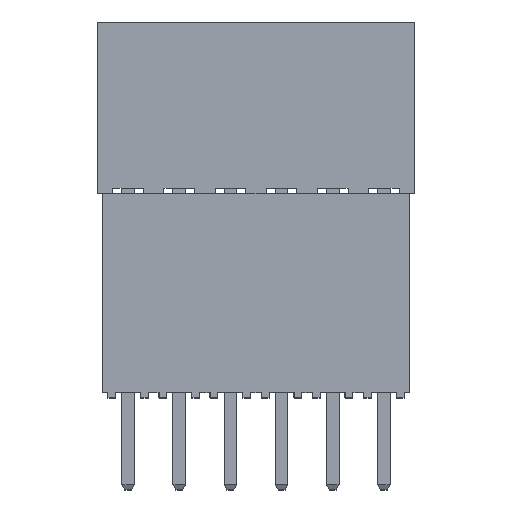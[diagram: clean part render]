
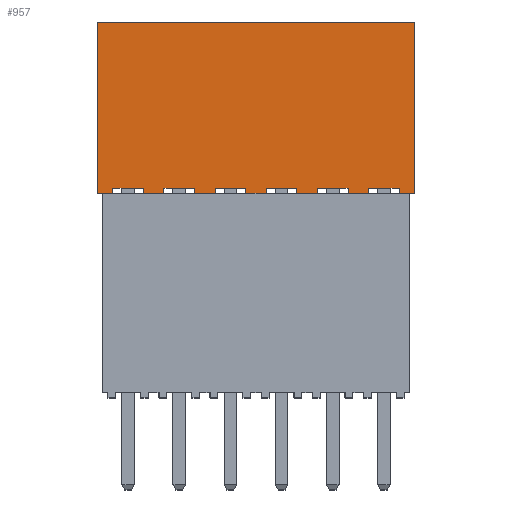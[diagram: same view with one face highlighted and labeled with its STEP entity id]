
A CAD part, top view. The second image highlights one B-rep face of the part: STEP entity #957.
In plain terms, the highlighted planar face has unit normal (0, 0, 1).
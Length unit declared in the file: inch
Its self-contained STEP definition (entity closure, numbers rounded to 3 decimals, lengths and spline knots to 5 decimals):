
#957=ADVANCED_FACE( '', ( #1824 ), #1825, .F. );
#1127=DIRECTION( '', ( 1., 0., 0. ) );
#1824=FACE_OUTER_BOUND( '', #2781, .T. );
#1825=PLANE( '', #2782 );
#2781=EDGE_LOOP( '', ( #5230, #5231, #5232, #5233, #5234, #5235, #5236, #5237, #5238, #5239, #5240, #5241, #5242, #5243, #5244, #5245, #5246, #5247, #5248, #5249, #5250, #5251, #5252, #5253, #5254, #5255, #5256, #5257 ) );
#2782=AXIS2_PLACEMENT_3D( '', #5258, #3063, #3064 );
#3063=DIRECTION( '', ( 0., 0., -1. ) );
#3064=DIRECTION( '', ( -1., 0., 0. ) );
#3080=CARTESIAN_POINT( '', ( 0.62, 0.335, 0.0975 ) );
#3333=CARTESIAN_POINT( '', ( 0.13, 0.01, 0.0975 ) );
#3393=DIRECTION( '', ( 0., 1., 0. ) );
#3480=CARTESIAN_POINT( '', ( 0.19, 0., 0.0975 ) );
#3495=CARTESIAN_POINT( '', ( 0.09, 0., 0.0975 ) );
#3544=CARTESIAN_POINT( '', ( 0.03, 0.01, 0.0975 ) );
#3559=CARTESIAN_POINT( '', ( 0.39, 0., 0.0975 ) );
#4100=DIRECTION( '', ( 0., -1., 0. ) );
#4386=CARTESIAN_POINT( '', ( 0.53, 0.01, 0.0975 ) );
#4443=CARTESIAN_POINT( '', ( 0.49, 0., 0.0975 ) );
#4544=CARTESIAN_POINT( '', ( 0.29, 0., 0.0975 ) );
#4576=CARTESIAN_POINT( '', ( 0.23, 0.01, 0.0975 ) );
#4625=CARTESIAN_POINT( '', ( 0.33, 0.01, 0.0975 ) );
#5147=CARTESIAN_POINT( '', ( 0.43, 0.01, 0.0975 ) );
#5152=CARTESIAN_POINT( '', ( 0.59, 0., 0.0975 ) );
#5230=ORIENTED_EDGE( '', *, *, #7429, .F. );
#5231=ORIENTED_EDGE( '', *, *, #6967, .T. );
#5232=ORIENTED_EDGE( '', *, *, #6241, .F. );
#5233=ORIENTED_EDGE( '', *, *, #7308, .F. );
#5234=ORIENTED_EDGE( '', *, *, #6975, .T. );
#5235=ORIENTED_EDGE( '', *, *, #7276, .T. );
#5236=ORIENTED_EDGE( '', *, *, #6578, .F. );
#5237=ORIENTED_EDGE( '', *, *, #6949, .F. );
#5238=ORIENTED_EDGE( '', *, *, #6541, .F. );
#5239=ORIENTED_EDGE( '', *, *, #7451, .T. );
#5240=ORIENTED_EDGE( '', *, *, #6424, .F. );
#5241=ORIENTED_EDGE( '', *, *, #6947, .F. );
#5242=ORIENTED_EDGE( '', *, *, #6957, .F. );
#5243=ORIENTED_EDGE( '', *, *, #6570, .T. );
#5244=ORIENTED_EDGE( '', *, *, #7452, .F. );
#5245=ORIENTED_EDGE( '', *, *, #6943, .F. );
#5246=ORIENTED_EDGE( '', *, *, #7177, .F. );
#5247=ORIENTED_EDGE( '', *, *, #7348, .T. );
#5248=ORIENTED_EDGE( '', *, *, #7218, .F. );
#5249=ORIENTED_EDGE( '', *, *, #6939, .F. );
#5250=ORIENTED_EDGE( '', *, *, #7252, .F. );
#5251=ORIENTED_EDGE( '', *, *, #7453, .T. );
#5252=ORIENTED_EDGE( '', *, *, #7427, .F. );
#5253=ORIENTED_EDGE( '', *, *, #6936, .F. );
#5254=ORIENTED_EDGE( '', *, *, #7127, .F. );
#5255=ORIENTED_EDGE( '', *, *, #6661, .T. );
#5256=ORIENTED_EDGE( '', *, *, #7454, .F. );
#5257=ORIENTED_EDGE( '', *, *, #6932, .F. );
#5258=CARTESIAN_POINT( '', ( 0., 0.335, 0.0975 ) );
#6241=EDGE_CURVE( '', #7628, #7630, #7631, .T. );
#6424=EDGE_CURVE( '', #7972, #7975, #7976, .T. );
#6541=EDGE_CURVE( '', #8180, #8182, #8183, .T. );
#6570=EDGE_CURVE( '', #8237, #8234, #8238, .T. );
#6578=EDGE_CURVE( '', #8248, #8251, #8252, .T. );
#6661=EDGE_CURVE( '', #8394, #8391, #8238, .T. );
#6932=EDGE_CURVE( '', #8827, #8828, #8829, .T. );
#6936=EDGE_CURVE( '', #8832, #8833, #8834, .T. );
#6939=EDGE_CURVE( '', #8835, #8836, #8837, .T. );
#6943=EDGE_CURVE( '', #8840, #8841, #8842, .T. );
#6947=EDGE_CURVE( '', #8845, #7972, #8846, .T. );
#6949=EDGE_CURVE( '', #8182, #8248, #8847, .T. );
#6957=EDGE_CURVE( '', #8237, #8845, #8856, .T. );
#6967=EDGE_CURVE( '', #8871, #7630, #8238, .T. );
#6975=EDGE_CURVE( '', #8884, #8882, #8885, .T. );
#7127=EDGE_CURVE( '', #8394, #8832, #9113, .T. );
#7177=EDGE_CURVE( '', #9184, #8840, #9187, .T. );
#7218=EDGE_CURVE( '', #8836, #9243, #9244, .T. );
#7252=EDGE_CURVE( '', #9293, #8835, #9294, .T. );
#7276=EDGE_CURVE( '', #8882, #8251, #8238, .T. );
#7308=EDGE_CURVE( '', #8884, #7628, #9369, .T. );
#7348=EDGE_CURVE( '', #9184, #9243, #8238, .T. );
#7427=EDGE_CURVE( '', #8833, #9514, #9515, .T. );
#7429=EDGE_CURVE( '', #8871, #8827, #9516, .T. );
#7451=EDGE_CURVE( '', #8180, #7975, #8238, .T. );
#7452=EDGE_CURVE( '', #8841, #8234, #9537, .T. );
#7453=EDGE_CURVE( '', #9293, #9514, #8238, .T. );
#7454=EDGE_CURVE( '', #8828, #8391, #9538, .T. );
#7628=VERTEX_POINT( '', #3080 );
#7630=VERTEX_POINT( '', #9684 );
#7631=LINE( '', #3080, #9664 );
#7972=VERTEX_POINT( '', #3333 );
#7975=VERTEX_POINT( '', #9793 );
#7976=LINE( '', #3333, #9681 );
#8180=VERTEX_POINT( '', #3495 );
#8182=VERTEX_POINT( '', #10007 );
#8183=LINE( '', #3495, #9682 );
#8234=VERTEX_POINT( '', #10040 );
#8237=VERTEX_POINT( '', #3480 );
#8238=LINE( '', #10042, #9668 );
#8248=VERTEX_POINT( '', #3544 );
#8251=VERTEX_POINT( '', #10050 );
#8252=LINE( '', #3544, #9681 );
#8391=VERTEX_POINT( '', #10123 );
#8394=VERTEX_POINT( '', #4443 );
#8827=VERTEX_POINT( '', #10353 );
#8828=VERTEX_POINT( '', #4386 );
#8829=LINE( '', #10353, #9658 );
#8832=VERTEX_POINT( '', #10349 );
#8833=VERTEX_POINT( '', #5147 );
#8834=LINE( '', #10349, #9658 );
#8835=VERTEX_POINT( '', #10056 );
#8836=VERTEX_POINT( '', #4625 );
#8837=LINE( '', #10056, #9658 );
#8840=VERTEX_POINT( '', #10343 );
#8841=VERTEX_POINT( '', #4576 );
#8842=LINE( '', #10343, #9658 );
#8845=VERTEX_POINT( '', #9998 );
#8846=LINE( '', #9998, #9658 );
#8847=LINE( '', #10007, #9658 );
#8856=LINE( '', #3480, #9682 );
#8871=VERTEX_POINT( '', #5152 );
#8882=VERTEX_POINT( '', #10042 );
#8884=VERTEX_POINT( '', #5258 );
#8885=LINE( '', #5258, #9664 );
#9113=LINE( '', #4443, #9682 );
#9184=VERTEX_POINT( '', #4544 );
#9187=LINE( '', #4544, #9682 );
#9243=VERTEX_POINT( '', #10568 );
#9244=LINE( '', #4625, #9681 );
#9293=VERTEX_POINT( '', #3559 );
#9294=LINE( '', #3559, #9682 );
#9369=LINE( '', #5258, #9668 );
#9514=VERTEX_POINT( '', #9898 );
#9515=LINE( '', #5147, #9681 );
#9516=LINE( '', #5152, #9682 );
#9537=LINE( '', #4576, #9681 );
#9538=LINE( '', #4386, #9681 );
#9658=VECTOR( '', #3064, 39.37008 );
#9664=VECTOR( '', #10742, 39.37008 );
#9668=VECTOR( '', #1127, 39.37008 );
#9681=VECTOR( '', #4100, 39.37008 );
#9682=VECTOR( '', #3393, 39.37008 );
#9684=CARTESIAN_POINT( '', ( 0.62, 0., 0.0975 ) );
#9793=CARTESIAN_POINT( '', ( 0.13, 0., 0.0975 ) );
#9898=CARTESIAN_POINT( '', ( 0.43, 0., 0.0975 ) );
#9998=CARTESIAN_POINT( '', ( 0.19, 0.01, 0.0975 ) );
#10007=CARTESIAN_POINT( '', ( 0.09, 0.01, 0.0975 ) );
#10040=CARTESIAN_POINT( '', ( 0.23, 0., 0.0975 ) );
#10042=CARTESIAN_POINT( '', ( 0., 0., 0.0975 ) );
#10050=CARTESIAN_POINT( '', ( 0.03, 0., 0.0975 ) );
#10056=CARTESIAN_POINT( '', ( 0.39, 0.01, 0.0975 ) );
#10123=CARTESIAN_POINT( '', ( 0.53, 0., 0.0975 ) );
#10343=CARTESIAN_POINT( '', ( 0.29, 0.01, 0.0975 ) );
#10349=CARTESIAN_POINT( '', ( 0.49, 0.01, 0.0975 ) );
#10353=CARTESIAN_POINT( '', ( 0.59, 0.01, 0.0975 ) );
#10568=CARTESIAN_POINT( '', ( 0.33, 0., 0.0975 ) );
#10742=DIRECTION( '', ( 0., -1., 0. ) );
